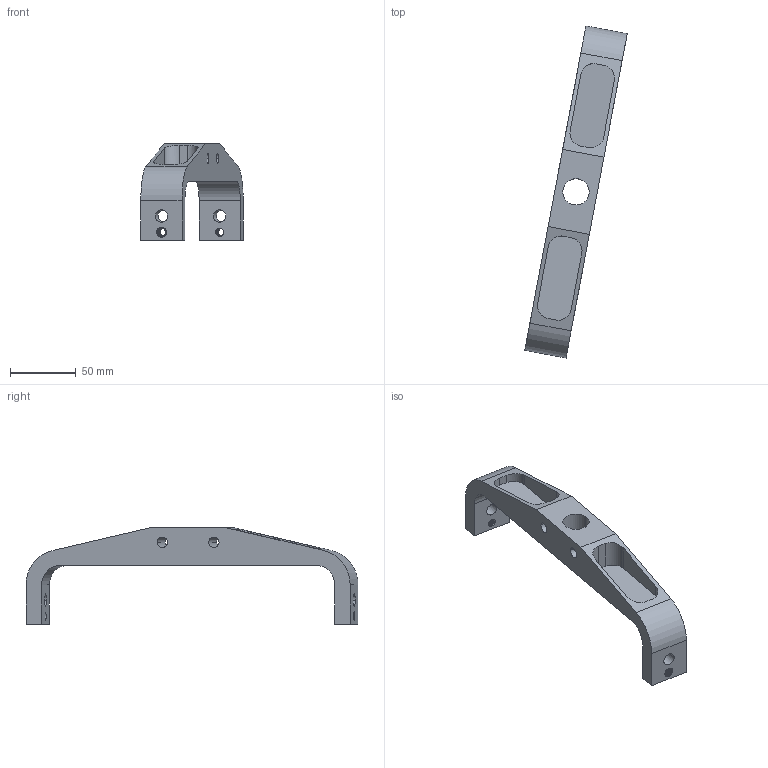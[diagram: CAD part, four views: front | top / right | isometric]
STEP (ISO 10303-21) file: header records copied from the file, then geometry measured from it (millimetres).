
FILE_DESCRIPTION (( 'STEP AP203' ), '1' );
FILE_NAME ('Knuckle.STEP', '2023-01-31T01:24:17', ( '' ), ( '' ), 'SwSTEP 2.0', 'SolidWorks 2021', '' );
FILE_SCHEMA (( 'CONFIG_CONTROL_DESIGN' ));
Length unit declared in the file: millimetre
Products named in the file (1): Knuckle
Bounding box: 78.12 x 253.33 x 73.5 mm (x, y, z)
Volume: 135078.9 mm3; surface area: 41892.4 mm2
Topology: 1 solids, 1 shells, 99 faces, 279 edges, 184 vertices
Faces by surface type: cylinder 68, plane 25, bspline 6
Entity records: 7411 total; most frequent: CARTESIAN_POINT 5007, ORIENTED_EDGE 558, DIRECTION 402, EDGE_CURVE 279, VERTEX_POINT 184, AXIS2_PLACEMENT_3D 140, LINE 122, VECTOR 122
